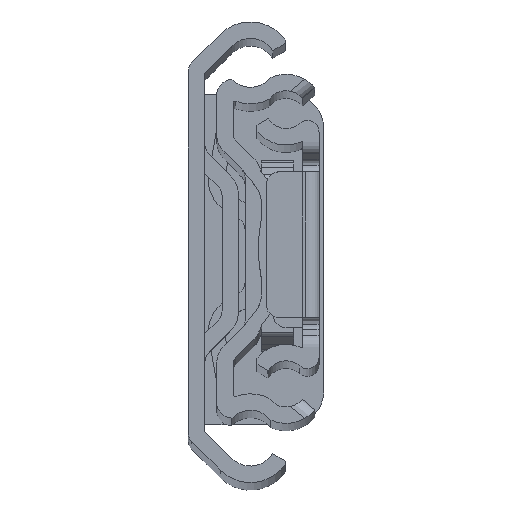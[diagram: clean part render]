
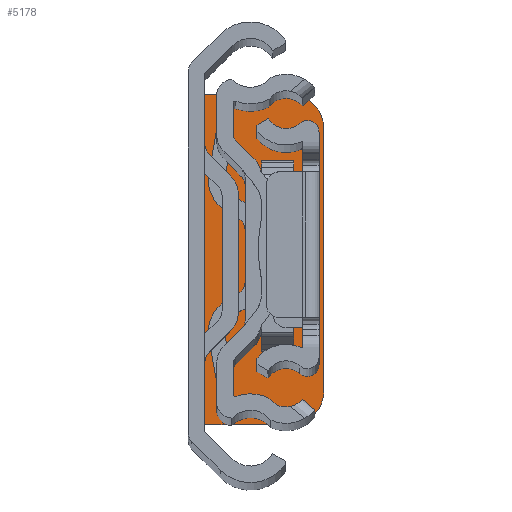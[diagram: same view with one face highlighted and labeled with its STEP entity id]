
A CAD part, top view. The second image highlights one B-rep face of the part: STEP entity #5178.
In plain terms, the highlighted planar face has unit normal (0, 0, 1).
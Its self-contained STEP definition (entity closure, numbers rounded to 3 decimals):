
#148 = CARTESIAN_POINT ( 'NONE',  ( 18., 25., -657.9 ) ) ;
#571 = ORIENTED_EDGE ( 'NONE', *, *, #1733, .T. ) ;
#610 = DIRECTION ( 'NONE',  ( 0., 0., -1. ) ) ;
#669 = ORIENTED_EDGE ( 'NONE', *, *, #1547, .T. ) ;
#786 = VERTEX_POINT ( 'NONE', #13533 ) ;
#1547 = EDGE_CURVE ( 'NONE', #4770, #786, #4246, .T. ) ;
#1733 = EDGE_CURVE ( 'NONE', #4621, #9406, #9582, .T. ) ;
#1761 = EDGE_CURVE ( 'NONE', #14019, #9406, #2924, .T. ) ;
#2278 = AXIS2_PLACEMENT_3D ( 'NONE', #12867, #12069, #10773 ) ;
#2286 = VECTOR ( 'NONE', #12967, 1000. ) ;
#2341 = CARTESIAN_POINT ( 'NONE',  ( 18., -25., -657.9 ) ) ;
#2395 = VECTOR ( 'NONE', #13906, 1000. ) ;
#2852 = DIRECTION ( 'NONE',  ( 0., 0., 1. ) ) ;
#2924 = LINE ( 'NONE', #2341, #3563 ) ;
#3563 = VECTOR ( 'NONE', #4369, 1000. ) ;
#3668 = VERTEX_POINT ( 'NONE', #8655 ) ;
#4147 = CARTESIAN_POINT ( 'NONE',  ( 18., 25., -657.9 ) ) ;
#4246 = CIRCLE ( 'NONE', #9558, 5. ) ;
#4369 = DIRECTION ( 'NONE',  ( -1., 0., 0. ) ) ;
#4621 = VERTEX_POINT ( 'NONE', #5800 ) ;
#4770 = VERTEX_POINT ( 'NONE', #6140 ) ;
#5034 = DIRECTION ( 'NONE',  ( -1., 0., 0. ) ) ;
#5178 = ADVANCED_FACE ( 'NONE', ( #7193 ), #6105, .F. ) ;
#5800 = CARTESIAN_POINT ( 'NONE',  ( 0., 25., -657.9 ) ) ;
#6105 = PLANE ( 'NONE',  #7058 ) ;
#6140 = CARTESIAN_POINT ( 'NONE',  ( 18., 20., -657.9 ) ) ;
#6385 = CARTESIAN_POINT ( 'NONE',  ( 13., -25., -657.9 ) ) ;
#6649 = DIRECTION ( 'NONE',  ( 0., -1., 0. ) ) ;
#6657 = CIRCLE ( 'NONE', #2278, 5. ) ;
#7058 = AXIS2_PLACEMENT_3D ( 'NONE', #10528, #610, #5034 ) ;
#7193 = FACE_OUTER_BOUND ( 'NONE', #7460, .T. ) ;
#7460 = EDGE_LOOP ( 'NONE', ( #7861, #10637, #10711, #669, #14295, #571 ) ) ;
#7466 = CARTESIAN_POINT ( 'NONE',  ( 0., 25., -657.9 ) ) ;
#7654 = EDGE_CURVE ( 'NONE', #4770, #3668, #12157, .T. ) ;
#7861 = ORIENTED_EDGE ( 'NONE', *, *, #1761, .F. ) ;
#8655 = CARTESIAN_POINT ( 'NONE',  ( 18., -20., -657.9 ) ) ;
#9167 = EDGE_CURVE ( 'NONE', #14019, #3668, #6657, .T. ) ;
#9406 = VERTEX_POINT ( 'NONE', #9909 ) ;
#9558 = AXIS2_PLACEMENT_3D ( 'NONE', #12756, #2852, #10515 ) ;
#9582 = LINE ( 'NONE', #7466, #2395 ) ;
#9909 = CARTESIAN_POINT ( 'NONE',  ( 0., -25., -657.9 ) ) ;
#10377 = VECTOR ( 'NONE', #6649, 1000. ) ;
#10515 = DIRECTION ( 'NONE',  ( -1., 0., 0. ) ) ;
#10528 = CARTESIAN_POINT ( 'NONE',  ( 18., 25., -657.9 ) ) ;
#10637 = ORIENTED_EDGE ( 'NONE', *, *, #9167, .T. ) ;
#10711 = ORIENTED_EDGE ( 'NONE', *, *, #7654, .F. ) ;
#10773 = DIRECTION ( 'NONE',  ( -1., 0., 0. ) ) ;
#11876 = LINE ( 'NONE', #4147, #2286 ) ;
#12069 = DIRECTION ( 'NONE',  ( 0., 0., 1. ) ) ;
#12157 = LINE ( 'NONE', #148, #10377 ) ;
#12756 = CARTESIAN_POINT ( 'NONE',  ( 13., 20., -657.9 ) ) ;
#12867 = CARTESIAN_POINT ( 'NONE',  ( 13., -20., -657.9 ) ) ;
#12967 = DIRECTION ( 'NONE',  ( -1., 0., 0. ) ) ;
#13061 = EDGE_CURVE ( 'NONE', #786, #4621, #11876, .T. ) ;
#13533 = CARTESIAN_POINT ( 'NONE',  ( 13., 25., -657.9 ) ) ;
#13906 = DIRECTION ( 'NONE',  ( 0., -1., 0. ) ) ;
#14019 = VERTEX_POINT ( 'NONE', #6385 ) ;
#14295 = ORIENTED_EDGE ( 'NONE', *, *, #13061, .T. ) ;
